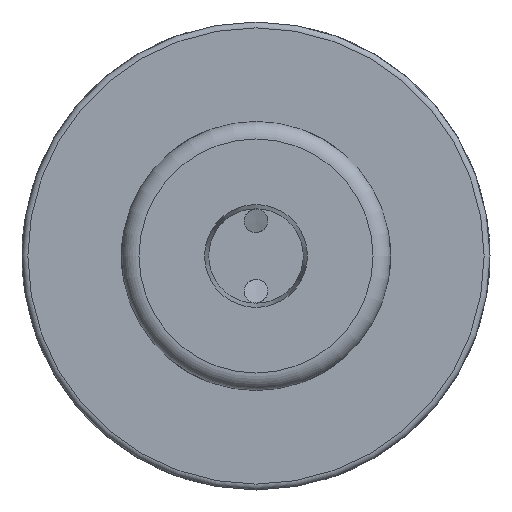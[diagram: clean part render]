
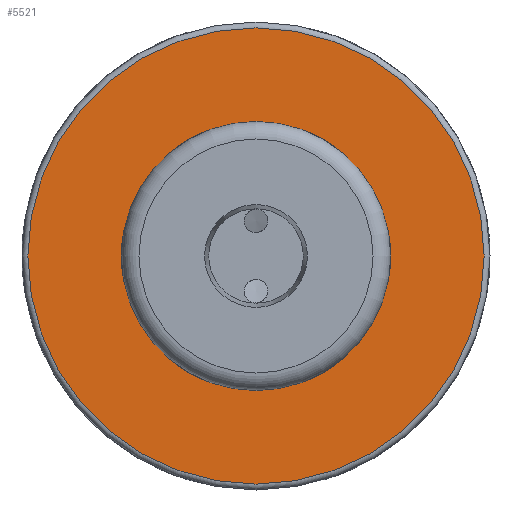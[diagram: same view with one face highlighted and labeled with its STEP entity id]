
A CAD part, left-side view. The second image highlights one B-rep face of the part: STEP entity #5521.
In plain terms, the highlighted planar face has unit normal (-1, 0, 0).
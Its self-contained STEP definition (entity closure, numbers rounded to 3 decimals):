
#5494=CARTESIAN_POINT('',(-19.,0.0,13.65));
#5495=DIRECTION('',(1.0,0.0,0.0));
#5496=DIRECTION('',(0.0,0.0,-1.0));
#5497=AXIS2_PLACEMENT_3D('',#5494,#5495,#5496);
#5498=PLANE('',#5497);
#5499=CARTESIAN_POINT('',(-19.,0.0,19.5));
#5500=VERTEX_POINT('',#5499);
#5501=CARTESIAN_POINT('',(-19.,0.0,0.0));
#5502=DIRECTION('',(1.0,0.0,0.0));
#5503=DIRECTION('',(0.0,0.0,1.0));
#5504=AXIS2_PLACEMENT_3D('',#5501,#5502,#5503);
#5505=CIRCLE('',#5504,19.5);
#5506=EDGE_CURVE('',#5500,#5500,#5505,.T.);
#5507=ORIENTED_EDGE('',*,*,#5506,.F.);
#5508=EDGE_LOOP('',(#5507));
#5509=FACE_OUTER_BOUND('',#5508,.T.);
#5510=CARTESIAN_POINT('',(-19.,0.0,7.8));
#5511=VERTEX_POINT('',#5510);
#5512=CARTESIAN_POINT('',(-19.,0.0,0.0));
#5513=DIRECTION('',(1.0,0.0,0.0));
#5514=DIRECTION('',(0.0,0.0,1.0));
#5515=AXIS2_PLACEMENT_3D('',#5512,#5513,#5514);
#5516=CIRCLE('',#5515,7.8);
#5517=EDGE_CURVE('',#5511,#5511,#5516,.T.);
#5518=ORIENTED_EDGE('',*,*,#5517,.T.);
#5519=EDGE_LOOP('',(#5518));
#5520=FACE_BOUND('',#5519,.T.);
#5521=ADVANCED_FACE('',(#5509,#5520),#5498,.F.);
